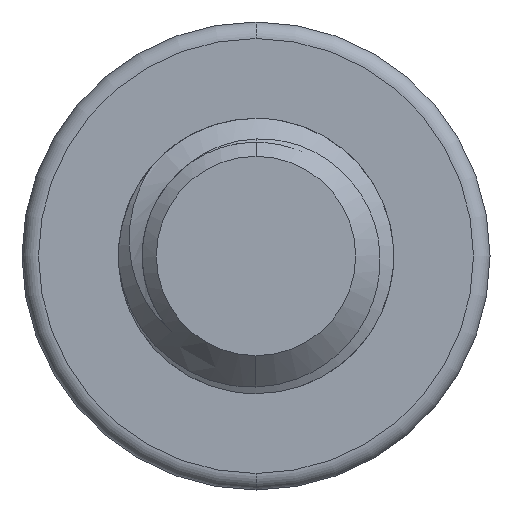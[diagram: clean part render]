
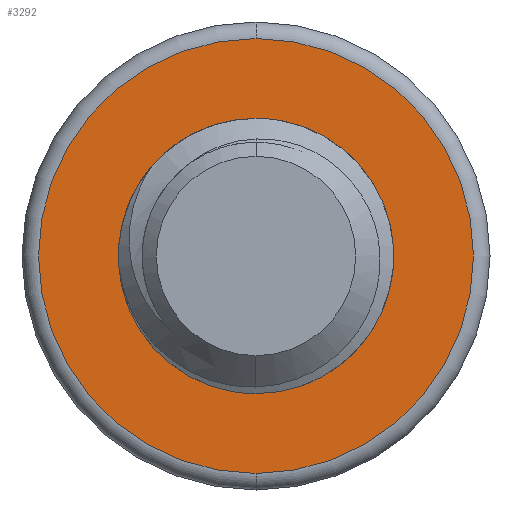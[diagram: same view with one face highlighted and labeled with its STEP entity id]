
A CAD part, front view. The second image highlights one B-rep face of the part: STEP entity #3292.
In plain terms, the highlighted planar face has unit normal (0, -1, 0).
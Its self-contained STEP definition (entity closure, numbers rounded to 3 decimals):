
#193 = DIRECTION ( 'NONE',  ( 0., 0., 1. ) ) ;
#458 = ORIENTED_EDGE ( 'NONE', *, *, #6784, .T. ) ;
#606 = EDGE_CURVE ( 'NONE', #4720, #4315, #1335, .T. ) ;
#636 = CARTESIAN_POINT ( 'NONE',  ( 0., 30., 3.95 ) ) ;
#664 = CARTESIAN_POINT ( 'NONE',  ( 0., 30., 0. ) ) ;
#1101 = DIRECTION ( 'NONE',  ( 0., 0., 1. ) ) ;
#1145 = PLANE ( 'NONE',  #4374 ) ;
#1292 = CARTESIAN_POINT ( 'NONE',  ( 0., 30., 0. ) ) ;
#1335 = CIRCLE ( 'NONE', #4005, 3.95 ) ;
#1467 = EDGE_LOOP ( 'NONE', ( #4457, #458 ) ) ;
#1687 = CARTESIAN_POINT ( 'NONE',  ( 0., 30., -3.95 ) ) ;
#1918 = DIRECTION ( 'NONE',  ( 0., 1., 0. ) ) ;
#2052 = VERTEX_POINT ( 'NONE', #4163 ) ;
#2151 = EDGE_LOOP ( 'NONE', ( #5620, #6575 ) ) ;
#2230 = DIRECTION ( 'NONE',  ( 0., 1., 0. ) ) ;
#2278 = CIRCLE ( 'NONE', #4841, 2.5 ) ;
#2286 = CIRCLE ( 'NONE', #6372, 2.5 ) ;
#2348 = CARTESIAN_POINT ( 'NONE',  ( 0., 30., 0. ) ) ;
#2429 = DIRECTION ( 'NONE',  ( 0., -1., 0. ) ) ;
#2647 = VERTEX_POINT ( 'NONE', #6856 ) ;
#2787 = FACE_BOUND ( 'NONE', #1467, .T. ) ;
#2878 = CIRCLE ( 'NONE', #3917, 3.95 ) ;
#2939 = DIRECTION ( 'NONE',  ( 0., -1., 0. ) ) ;
#2958 = DIRECTION ( 'NONE',  ( 0., 1., 0. ) ) ;
#3286 = FACE_OUTER_BOUND ( 'NONE', #2151, .T. ) ;
#3292 = ADVANCED_FACE ( 'NONE', ( #3286, #2787 ), #1145, .F. ) ;
#3492 = CARTESIAN_POINT ( 'NONE',  ( 0., 30., 0. ) ) ;
#3910 = EDGE_CURVE ( 'NONE', #2052, #2647, #2286, .T. ) ;
#3917 = AXIS2_PLACEMENT_3D ( 'NONE', #1292, #2939, #6953 ) ;
#4005 = AXIS2_PLACEMENT_3D ( 'NONE', #664, #2429, #193 ) ;
#4163 = CARTESIAN_POINT ( 'NONE',  ( 0., 30., -2.5 ) ) ;
#4315 = VERTEX_POINT ( 'NONE', #1687 ) ;
#4374 = AXIS2_PLACEMENT_3D ( 'NONE', #5666, #2230, #1101 ) ;
#4457 = ORIENTED_EDGE ( 'NONE', *, *, #3910, .T. ) ;
#4720 = VERTEX_POINT ( 'NONE', #636 ) ;
#4841 = AXIS2_PLACEMENT_3D ( 'NONE', #3492, #2958, #6234 ) ;
#5523 = EDGE_CURVE ( 'NONE', #4315, #4720, #2878, .T. ) ;
#5620 = ORIENTED_EDGE ( 'NONE', *, *, #606, .T. ) ;
#5666 = CARTESIAN_POINT ( 'NONE',  ( 0., 30., 0. ) ) ;
#6221 = DIRECTION ( 'NONE',  ( 0., 0., 1. ) ) ;
#6234 = DIRECTION ( 'NONE',  ( 0., 0., 1. ) ) ;
#6372 = AXIS2_PLACEMENT_3D ( 'NONE', #2348, #1918, #6221 ) ;
#6575 = ORIENTED_EDGE ( 'NONE', *, *, #5523, .T. ) ;
#6784 = EDGE_CURVE ( 'NONE', #2647, #2052, #2278, .T. ) ;
#6856 = CARTESIAN_POINT ( 'NONE',  ( 0., 30., 2.5 ) ) ;
#6953 = DIRECTION ( 'NONE',  ( 0., 0., 1. ) ) ;
